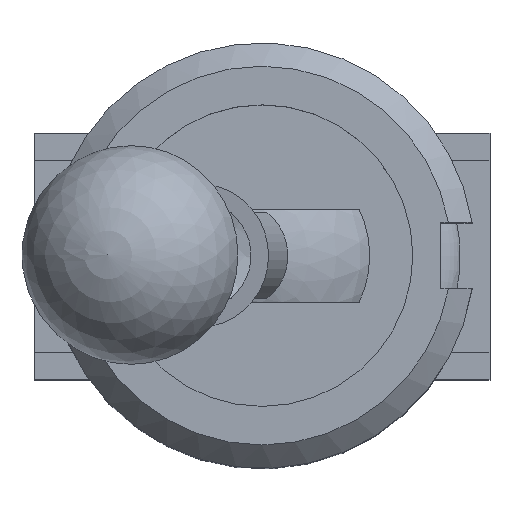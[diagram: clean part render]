
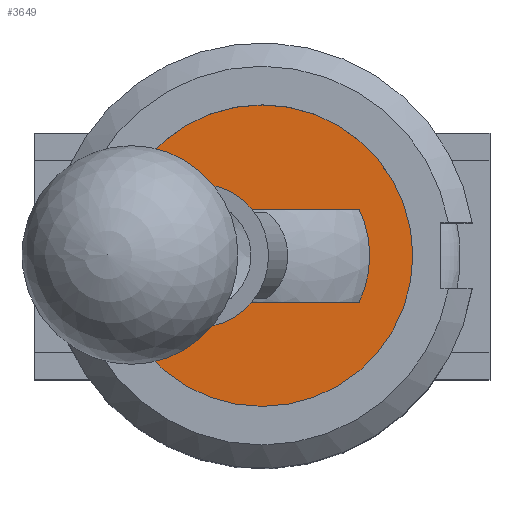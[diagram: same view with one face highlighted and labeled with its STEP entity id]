
A CAD part, top view. The second image highlights one B-rep face of the part: STEP entity #3649.
In plain terms, the highlighted planar face has unit normal (0, 0, 1).
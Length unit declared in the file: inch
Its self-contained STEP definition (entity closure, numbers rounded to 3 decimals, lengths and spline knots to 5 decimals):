
#31=FACE_BOUND('',#435,.T.);
#214=FACE_OUTER_BOUND('',#434,.T.);
#434=EDGE_LOOP('',(#2765));
#435=EDGE_LOOP('',(#2766,#2767,#2768,#2769));
#726=LINE('',#5680,#1132);
#731=LINE('',#5693,#1137);
#1132=VECTOR('',#4605,0.3937);
#1137=VECTOR('',#4614,0.3937);
#1436=CIRCLE('',#3955,0.11811);
#1438=CIRCLE('',#3958,0.11811);
#1439=CIRCLE('',#3960,0.16535);
#1627=VERTEX_POINT('',#5677);
#1628=VERTEX_POINT('',#5679);
#1633=VERTEX_POINT('',#5690);
#1634=VERTEX_POINT('',#5692);
#1636=VERTEX_POINT('',#5704);
#2035=EDGE_CURVE('',#1628,#1627,#726,.T.);
#2041=EDGE_CURVE('',#1634,#1633,#731,.T.);
#2045=EDGE_CURVE('',#1627,#1634,#1436,.T.);
#2047=EDGE_CURVE('',#1633,#1628,#1438,.T.);
#2048=EDGE_CURVE('',#1636,#1636,#1439,.T.);
#2765=ORIENTED_EDGE('',*,*,#2048,.F.);
#2766=ORIENTED_EDGE('',*,*,#2045,.T.);
#2767=ORIENTED_EDGE('',*,*,#2041,.T.);
#2768=ORIENTED_EDGE('',*,*,#2047,.T.);
#2769=ORIENTED_EDGE('',*,*,#2035,.T.);
#3458=PLANE('',#3959);
#3649=ADVANCED_FACE('',(#214,#31),#3458,.F.);
#3955=AXIS2_PLACEMENT_3D('',#5699,#4621,#4622);
#3958=AXIS2_PLACEMENT_3D('',#5702,#4627,#4628);
#3959=AXIS2_PLACEMENT_3D('',#5703,#4629,#4630);
#3960=AXIS2_PLACEMENT_3D('',#5705,#4631,#4632);
#4605=DIRECTION('',(1.,0.,0.));
#4614=DIRECTION('',(-1.,0.,0.));
#4621=DIRECTION('center_axis',(0.,0.,
-1.));
#4622=DIRECTION('ref_axis',(0.901,-0.433,0.));
#4627=DIRECTION('center_axis',(0.,0.,
-1.));
#4628=DIRECTION('ref_axis',(-0.901,0.433,0.));
#4629=DIRECTION('center_axis',(0.,0.,
-1.));
#4630=DIRECTION('ref_axis',(1.,0.,0.));
#4631=DIRECTION('center_axis',(0.,0.,
-1.));
#4632=DIRECTION('ref_axis',(1.,0.,0.));
#5677=CARTESIAN_POINT('',(0.10644,0.05118,0.76299));
#5679=CARTESIAN_POINT('',(-0.10644,0.05118,0.76299));
#5680=CARTESIAN_POINT('',(0.05322,0.05118,0.76299));
#5690=CARTESIAN_POINT('',(-0.10644,-0.05118,0.76299));
#5692=CARTESIAN_POINT('',(0.10644,-0.05118,0.76299));
#5693=CARTESIAN_POINT('',(-0.05322,-0.05118,0.76299));
#5699=CARTESIAN_POINT('Origin',(0.,0.,
0.76299));
#5702=CARTESIAN_POINT('Origin',(0.,0.,
0.76299));
#5703=CARTESIAN_POINT('Origin',(0.,0.,
0.76299));
#5704=CARTESIAN_POINT('',(-0.16535,0.,0.76299));
#5705=CARTESIAN_POINT('Origin',(0.,0.,
0.76299));
